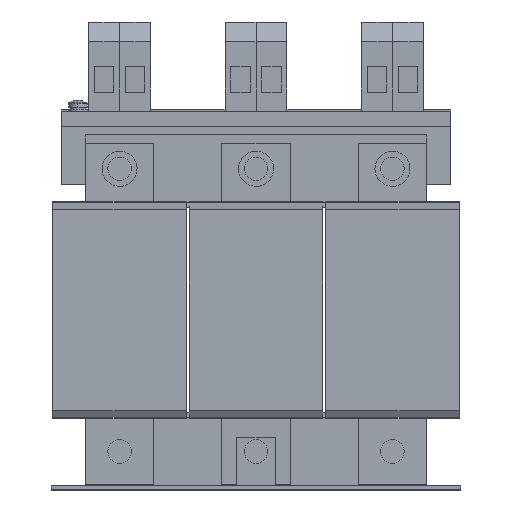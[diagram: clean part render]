
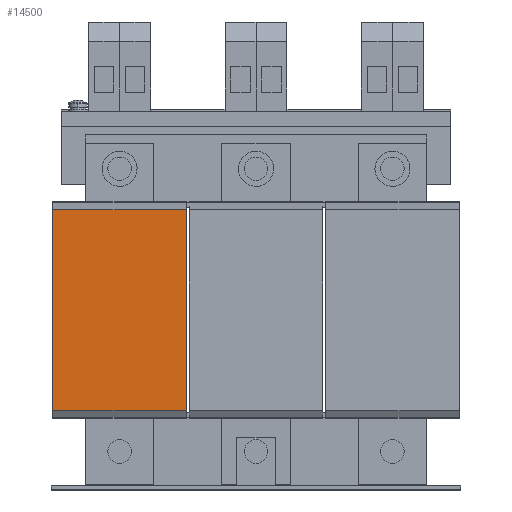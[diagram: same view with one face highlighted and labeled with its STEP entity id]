
A CAD part, top view. The second image highlights one B-rep face of the part: STEP entity #14500.
In plain terms, the highlighted planar face has unit normal (0, 0, 1).
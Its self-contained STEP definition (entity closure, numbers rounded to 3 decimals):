
#594 = EDGE_CURVE ( 'Defeature ausgef�hrt1_268+Defeature ausgef�hrt1_292+Defeature ausgef�hrt1_293+Defeature ausgef�hrt1_291', #15122, #15723, #23898, .T. ) ;
#738 = LINE ( 'NONE', #14747, #5150 ) ;
#880 = CARTESIAN_POINT ( 'NONE',  ( -104.25, -51.5, 37.9 ) ) ;
#3516 = DIRECTION ( 'NONE',  ( -1., 0., 0. ) ) ;
#4898 = PLANE ( 'NONE',  #14970 ) ;
#5150 = VECTOR ( 'NONE', #3516, 1000. ) ;
#5512 = EDGE_CURVE ( 'Defeature ausgef�hrt1_291+Defeature ausgef�hrt1_292+Defeature ausgef�hrt1_268+Defeature ausgef�hrt1_267', #15723, #15039, #738, .T. ) ;
#5690 = EDGE_LOOP ( 'NONE', ( #6184, #18774, #19427, #10826 ) ) ;
#6184 = ORIENTED_EDGE ( 'NONE', *, *, #19107, .T. ) ;
#7166 = CARTESIAN_POINT ( 'NONE',  ( -104.25, 51.5, 37.9 ) ) ;
#7253 = LINE ( 'NONE', #12584, #12857 ) ;
#9133 = CARTESIAN_POINT ( 'NONE',  ( -35.75, -51.5, 37.9 ) ) ;
#9538 = FACE_OUTER_BOUND ( 'NONE', #5690, .T. ) ;
#10162 = VECTOR ( 'NONE', #22979, 1000. ) ;
#10826 = ORIENTED_EDGE ( 'NONE', *, *, #19958, .T. ) ;
#10897 = CARTESIAN_POINT ( 'NONE',  ( -35.75, 51.5, 37.9 ) ) ;
#10931 = DIRECTION ( 'NONE',  ( 0., -1., 0. ) ) ;
#11934 = LINE ( 'NONE', #18978, #10162 ) ;
#12584 = CARTESIAN_POINT ( 'NONE',  ( -104.25, 51.5, 37.9 ) ) ;
#12857 = VECTOR ( 'NONE', #22027, 1000. ) ;
#13978 = VECTOR ( 'NONE', #10931, 1000. ) ;
#14316 = CARTESIAN_POINT ( 'NONE',  ( -35.75, 51.5, 37.9 ) ) ;
#14500 = ADVANCED_FACE ( 'Defeature ausgef�hrt1_292', ( #9538 ), #4898, .F. ) ;
#14747 = CARTESIAN_POINT ( 'NONE',  ( -35.75, -51.5, 37.9 ) ) ;
#14970 = AXIS2_PLACEMENT_3D ( 'NONE', #14316, #18000, #21820 ) ;
#15039 = VERTEX_POINT ( 'NONE', #880 ) ;
#15122 = VERTEX_POINT ( 'NONE', #10897 ) ;
#15723 = VERTEX_POINT ( 'NONE', #9133 ) ;
#18000 = DIRECTION ( 'NONE',  ( 0., 0., -1. ) ) ;
#18721 = VERTEX_POINT ( 'NONE', #7166 ) ;
#18774 = ORIENTED_EDGE ( 'NONE', *, *, #5512, .F. ) ;
#18978 = CARTESIAN_POINT ( 'NONE',  ( -35.75, 51.5, 37.9 ) ) ;
#19107 = EDGE_CURVE ( 'Defeature ausgef�hrt1_292+Defeature ausgef�hrt1_267+Defeature ausgef�hrt1_293+Defeature ausgef�hrt1_291', #18721, #15039, #7253, .T. ) ;
#19427 = ORIENTED_EDGE ( 'NONE', *, *, #594, .F. ) ;
#19958 = EDGE_CURVE ( 'Defeature ausgef�hrt1_292+Defeature ausgef�hrt1_293+Defeature ausgef�hrt1_268+Defeature ausgef�hrt1_267', #15122, #18721, #11934, .T. ) ;
#20307 = CARTESIAN_POINT ( 'NONE',  ( -35.75, 51.5, 37.9 ) ) ;
#21820 = DIRECTION ( 'NONE',  ( 0., 1., 0. ) ) ;
#22027 = DIRECTION ( 'NONE',  ( 0., -1., 0. ) ) ;
#22979 = DIRECTION ( 'NONE',  ( -1., 0., 0. ) ) ;
#23898 = LINE ( 'NONE', #20307, #13978 ) ;
